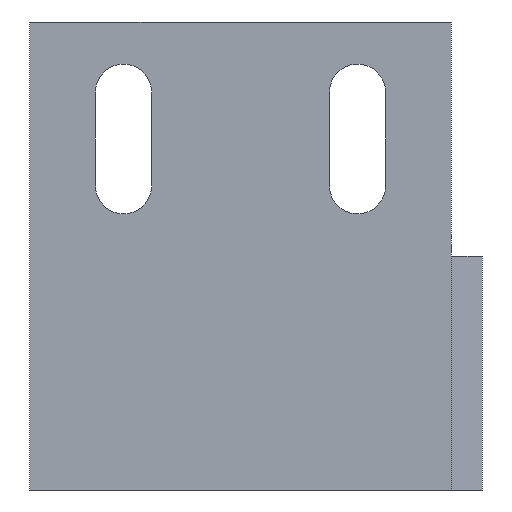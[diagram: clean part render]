
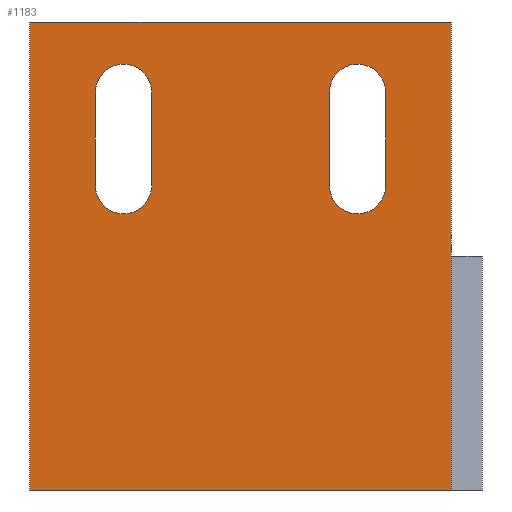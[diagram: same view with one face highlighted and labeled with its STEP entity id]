
A CAD part, front view. The second image highlights one B-rep face of the part: STEP entity #1183.
In plain terms, the highlighted planar face has unit normal (0, -1, 0).
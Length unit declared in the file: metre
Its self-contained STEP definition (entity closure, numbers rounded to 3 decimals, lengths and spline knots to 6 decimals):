
#24 = VERTEX_POINT ( 'NONE', #529 ) ;
#44 = DIRECTION ( 'NONE',  ( 0., 0., 1. ) ) ;
#65 = ORIENTED_EDGE ( 'NONE', *, *, #171, .F. ) ;
#76 = DIRECTION ( 'NONE',  ( -1., 0., 0. ) ) ;
#102 = CARTESIAN_POINT ( 'NONE',  ( 0., -0.012, -0.025 ) ) ;
#106 = ORIENTED_EDGE ( 'NONE', *, *, #1133, .T. ) ;
#114 = VERTEX_POINT ( 'NONE', #1006 ) ;
#118 = CARTESIAN_POINT ( 'NONE',  ( 0.02, -0.012, 0.0175 ) ) ;
#130 = EDGE_CURVE ( 'NONE', #1343, #1309, #182, .T. ) ;
#131 = CARTESIAN_POINT ( 'NONE',  ( 0.017, -0.012, -0.025 ) ) ;
#143 = CARTESIAN_POINT ( 'NONE',  ( 0.023, -0.012, 0.007549 ) ) ;
#157 = FACE_OUTER_BOUND ( 'NONE', #1460, .T. ) ;
#158 = DIRECTION ( 'NONE',  ( 0., 1., 0. ) ) ;
#163 = DIRECTION ( 'NONE',  ( 0., 0., -1. ) ) ;
#165 = EDGE_CURVE ( 'NONE', #577, #843, #1236, .T. ) ;
#169 = DIRECTION ( 'NONE',  ( 0., -1., 0. ) ) ;
#171 = EDGE_CURVE ( 'NONE', #265, #1383, #215, .T. ) ;
#172 = VECTOR ( 'NONE', #44, 1. ) ;
#182 = LINE ( 'NONE', #755, #1377 ) ;
#192 = VECTOR ( 'NONE', #831, 1. ) ;
#195 = EDGE_LOOP ( 'NONE', ( #599, #396, #237, #414 ) ) ;
#208 = DIRECTION ( 'NONE',  ( 0., -1., 0. ) ) ;
#215 = LINE ( 'NONE', #102, #1163 ) ;
#229 = CARTESIAN_POINT ( 'NONE',  ( -0.005, -0.012, 0.0075 ) ) ;
#232 = CARTESIAN_POINT ( 'NONE',  ( 0.023, -0.012, -0.025 ) ) ;
#237 = ORIENTED_EDGE ( 'NONE', *, *, #720, .F. ) ;
#245 = EDGE_CURVE ( 'NONE', #1000, #1396, #682, .T. ) ;
#265 = VERTEX_POINT ( 'NONE', #908 ) ;
#295 = DIRECTION ( 'NONE',  ( 1., 0., 0. ) ) ;
#314 = CARTESIAN_POINT ( 'NONE',  ( -0.005, -0.012, 0.0075 ) ) ;
#326 = VERTEX_POINT ( 'NONE', #684 ) ;
#335 = AXIS2_PLACEMENT_3D ( 'NONE', #731, #1302, #526 ) ;
#388 = CARTESIAN_POINT ( 'NONE',  ( 0., -0.012, -0.025 ) ) ;
#392 = EDGE_CURVE ( 'NONE', #1396, #24, #661, .T. ) ;
#396 = ORIENTED_EDGE ( 'NONE', *, *, #762, .F. ) ;
#399 = CARTESIAN_POINT ( 'NONE',  ( -0.008, -0.012, 0.0075 ) ) ;
#414 = ORIENTED_EDGE ( 'NONE', *, *, #245, .T. ) ;
#417 = AXIS2_PLACEMENT_3D ( 'NONE', #724, #158, #295 ) ;
#485 = CIRCLE ( 'NONE', #1073, 0.003 ) ;
#488 = DIRECTION ( 'NONE',  ( 0., 0., -1. ) ) ;
#492 = FACE_BOUND ( 'NONE', #195, .T. ) ;
#504 = AXIS2_PLACEMENT_3D ( 'NONE', #229, #680, #1131 ) ;
#510 = VECTOR ( 'NONE', #812, 1. ) ;
#511 = CARTESIAN_POINT ( 'NONE',  ( -0.002, -0.012, 0.0175 ) ) ;
#526 = DIRECTION ( 'NONE',  ( 1., 0., 0. ) ) ;
#529 = CARTESIAN_POINT ( 'NONE',  ( 0.017, -0.012, 0.0075 ) ) ;
#548 = CARTESIAN_POINT ( 'NONE',  ( -0.008, -0.012, 0.017451 ) ) ;
#572 = DIRECTION ( 'NONE',  ( 0., 0., -1. ) ) ;
#577 = VERTEX_POINT ( 'NONE', #548 ) ;
#585 = ORIENTED_EDGE ( 'NONE', *, *, #1181, .F. ) ;
#596 = AXIS2_PLACEMENT_3D ( 'NONE', #777, #1229, #982 ) ;
#599 = ORIENTED_EDGE ( 'NONE', *, *, #392, .T. ) ;
#605 = CARTESIAN_POINT ( 'NONE',  ( 0.03, -0.012, -0.025 ) ) ;
#613 = PLANE ( 'NONE',  #1445 ) ;
#617 = VECTOR ( 'NONE', #163, 1. ) ;
#660 = DIRECTION ( 'NONE',  ( 1., 0., 0. ) ) ;
#661 = CIRCLE ( 'NONE', #417, 0.003 ) ;
#680 = DIRECTION ( 'NONE',  ( 0., -1., 0. ) ) ;
#682 = LINE ( 'NONE', #232, #822 ) ;
#684 = CARTESIAN_POINT ( 'NONE',  ( -0.008, -0.012, 0.007549 ) ) ;
#691 = DIRECTION ( 'NONE',  ( 1., 0., 0. ) ) ;
#693 = CARTESIAN_POINT ( 'NONE',  ( -0.008, -0.012, 0.0175 ) ) ;
#703 = CARTESIAN_POINT ( 'NONE',  ( 0.017, -0.012, 0.0175 ) ) ;
#720 = EDGE_CURVE ( 'NONE', #1000, #1401, #896, .T. ) ;
#724 = CARTESIAN_POINT ( 'NONE',  ( 0.02, -0.012, 0.0075 ) ) ;
#731 = CARTESIAN_POINT ( 'NONE',  ( -0.005, -0.012, 0.0175 ) ) ;
#755 = CARTESIAN_POINT ( 'NONE',  ( 0., -0.012, 0.025 ) ) ;
#762 = EDGE_CURVE ( 'NONE', #1401, #24, #1139, .T. ) ;
#774 = AXIS2_PLACEMENT_3D ( 'NONE', #118, #915, #691 ) ;
#777 = CARTESIAN_POINT ( 'NONE',  ( -0.005, -0.012, 0.0175 ) ) ;
#780 = ORIENTED_EDGE ( 'NONE', *, *, #130, .T. ) ;
#812 = DIRECTION ( 'NONE',  ( 0., 0., -1. ) ) ;
#822 = VECTOR ( 'NONE', #572, 1. ) ;
#826 = CARTESIAN_POINT ( 'NONE',  ( 0.023, -0.012, 0.017451 ) ) ;
#829 = ORIENTED_EDGE ( 'NONE', *, *, #909, .T. ) ;
#831 = DIRECTION ( 'NONE',  ( 0., 0., -1. ) ) ;
#837 = CARTESIAN_POINT ( 'NONE',  ( -0.008, -0.012, -0.025 ) ) ;
#843 = VERTEX_POINT ( 'NONE', #693 ) ;
#845 = DIRECTION ( 'NONE',  ( 0., 0., 1. ) ) ;
#851 = EDGE_CURVE ( 'NONE', #1110, #114, #1149, .T. ) ;
#870 = VERTEX_POINT ( 'NONE', #399 ) ;
#896 = CIRCLE ( 'NONE', #774, 0.003 ) ;
#908 = CARTESIAN_POINT ( 'NONE',  ( 0.03, -0.012, -0.025 ) ) ;
#909 = EDGE_CURVE ( 'NONE', #843, #1110, #910, .T. ) ;
#910 = CIRCLE ( 'NONE', #335, 0.003 ) ;
#915 = DIRECTION ( 'NONE',  ( 0., -1., 0. ) ) ;
#942 = LINE ( 'NONE', #605, #172 ) ;
#951 = CIRCLE ( 'NONE', #504, 0.003 ) ;
#953 = LINE ( 'NONE', #837, #617 ) ;
#982 = DIRECTION ( 'NONE',  ( 1., 0., 0. ) ) ;
#1000 = VERTEX_POINT ( 'NONE', #826 ) ;
#1006 = CARTESIAN_POINT ( 'NONE',  ( -0.002, -0.012, 0.0075 ) ) ;
#1032 = DIRECTION ( 'NONE',  ( -1., 0., 0. ) ) ;
#1058 = EDGE_CURVE ( 'NONE', #870, #114, #951, .T. ) ;
#1060 = LINE ( 'NONE', #1172, #192 ) ;
#1073 = AXIS2_PLACEMENT_3D ( 'NONE', #314, #208, #660 ) ;
#1083 = FACE_BOUND ( 'NONE', #1232, .T. ) ;
#1102 = VECTOR ( 'NONE', #488, 1. ) ;
#1110 = VERTEX_POINT ( 'NONE', #511 ) ;
#1126 = ORIENTED_EDGE ( 'NONE', *, *, #165, .T. ) ;
#1131 = DIRECTION ( 'NONE',  ( 1., 0., 0. ) ) ;
#1133 = EDGE_CURVE ( 'NONE', #1309, #1383, #1060, .T. ) ;
#1139 = LINE ( 'NONE', #131, #1102 ) ;
#1145 = CARTESIAN_POINT ( 'NONE',  ( -0.015, -0.012, -0.025 ) ) ;
#1149 = LINE ( 'NONE', #1373, #510 ) ;
#1163 = VECTOR ( 'NONE', #1032, 1. ) ;
#1172 = CARTESIAN_POINT ( 'NONE',  ( -0.015, -0.012, 0.0468 ) ) ;
#1181 = EDGE_CURVE ( 'NONE', #577, #326, #953, .T. ) ;
#1182 = ORIENTED_EDGE ( 'NONE', *, *, #1058, .F. ) ;
#1183 = ADVANCED_FACE ( 'NONE', ( #1083, #157, #492 ), #613, .T. ) ;
#1209 = EDGE_CURVE ( 'NONE', #265, #1343, #942, .T. ) ;
#1220 = CARTESIAN_POINT ( 'NONE',  ( -0.015, -0.012, 0.025 ) ) ;
#1229 = DIRECTION ( 'NONE',  ( 0., 1., 0. ) ) ;
#1232 = EDGE_LOOP ( 'NONE', ( #585, #1126, #829, #1360, #1182, #1442 ) ) ;
#1236 = CIRCLE ( 'NONE', #596, 0.003 ) ;
#1302 = DIRECTION ( 'NONE',  ( 0., 1., 0. ) ) ;
#1309 = VERTEX_POINT ( 'NONE', #1220 ) ;
#1328 = CARTESIAN_POINT ( 'NONE',  ( 0.03, -0.012, 0.025 ) ) ;
#1343 = VERTEX_POINT ( 'NONE', #1328 ) ;
#1352 = EDGE_CURVE ( 'NONE', #326, #870, #485, .T. ) ;
#1360 = ORIENTED_EDGE ( 'NONE', *, *, #851, .T. ) ;
#1373 = CARTESIAN_POINT ( 'NONE',  ( -0.002, -0.012, -0.025 ) ) ;
#1377 = VECTOR ( 'NONE', #76, 1. ) ;
#1383 = VERTEX_POINT ( 'NONE', #1145 ) ;
#1396 = VERTEX_POINT ( 'NONE', #143 ) ;
#1401 = VERTEX_POINT ( 'NONE', #703 ) ;
#1434 = ORIENTED_EDGE ( 'NONE', *, *, #1209, .T. ) ;
#1442 = ORIENTED_EDGE ( 'NONE', *, *, #1352, .F. ) ;
#1445 = AXIS2_PLACEMENT_3D ( 'NONE', #388, #169, #845 ) ;
#1460 = EDGE_LOOP ( 'NONE', ( #106, #65, #1434, #780 ) ) ;
